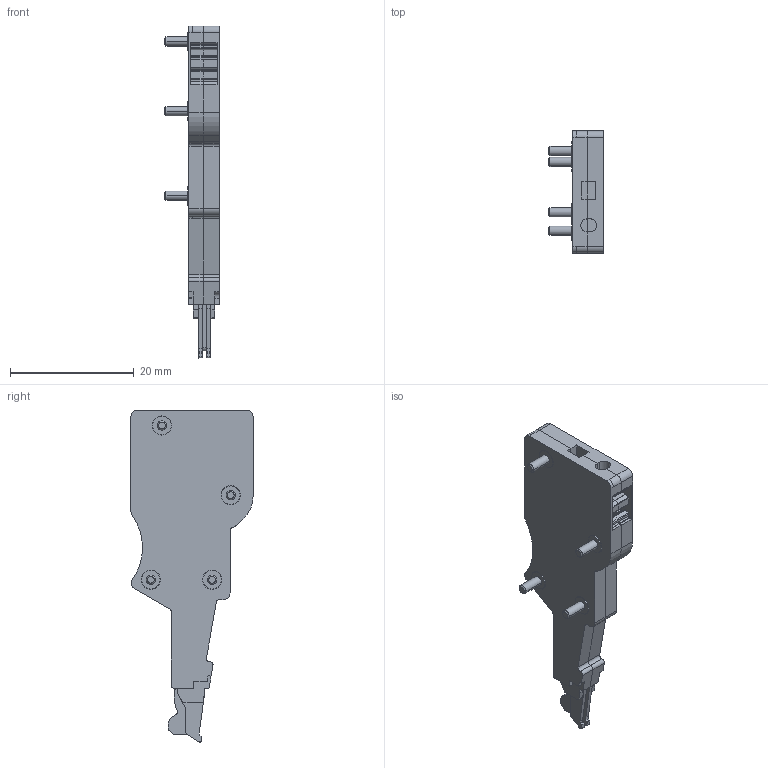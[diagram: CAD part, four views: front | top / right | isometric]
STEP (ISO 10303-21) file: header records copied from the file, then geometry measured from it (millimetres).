
FILE_DESCRIPTION(('CATIA V5R22 STEP214','CAx-IF Rec.Pracs.--- Model Styling and Organization---1.4--- 2014-01-23'),'2;1');
FILE_NAME ('023788-2_0', '2021-06-10T06:45:50+00:00', ('Weidmueller Interface'), ('Weidmueller'), 'CATIA Version 5-6 Release 2016 SP3 HF44', 'CATIA V5 STEP AP214', 'none');
FILE_SCHEMA(('AUTOMOTIVE_DESIGN { 1 0 10303 214 1 1 1 1 }'));
Length unit declared in the file: millimetre
Products named in the file (1): ZTA ZT2.5/ZA_AllCATPart
Bounding box: 8.8 x 19.7 x 53.6 mm (x, y, z)
Volume: 3022.5 mm3; surface area: 3777.4 mm2
Topology: 5 solids, 8 shells, 471 faces, 1338 edges, 895 vertices
Faces by surface type: plane 238, cylinder 222, cone 8, extrusion 3
Entity records: 14670 total; most frequent: ORIENTED_EDGE 2676, CARTESIAN_POINT 2667, DIRECTION 2118, EDGE_CURVE 1338, VERTEX_POINT 895, VECTOR 883, LINE 880, AXIS2_PLACEMENT_3D 844
